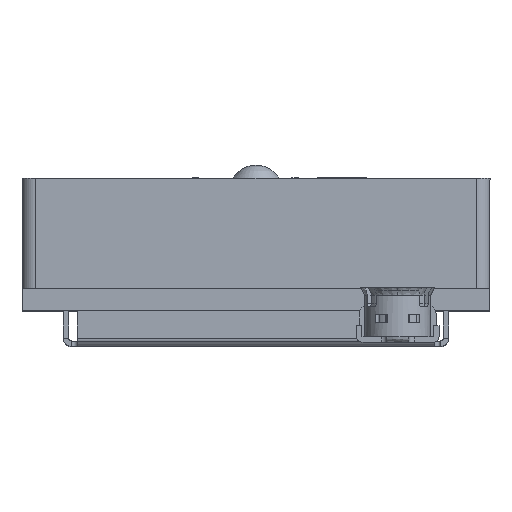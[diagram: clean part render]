
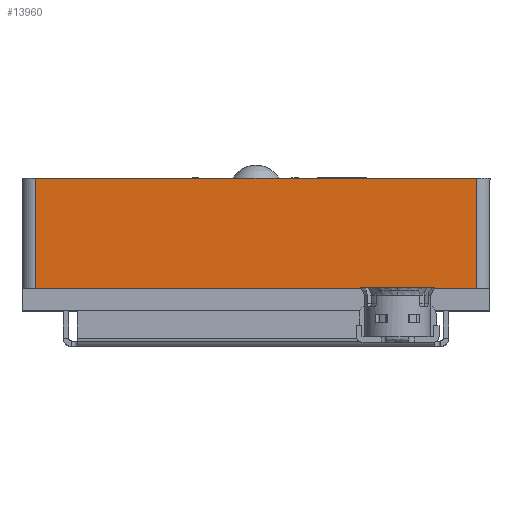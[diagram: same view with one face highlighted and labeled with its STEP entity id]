
A CAD part, top view. The second image highlights one B-rep face of the part: STEP entity #13960.
In plain terms, the highlighted face is planar.
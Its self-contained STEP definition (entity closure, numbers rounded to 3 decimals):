
#211 = LINE ( 'NONE', #828, #15759 ) ;
#240 = ORIENTED_EDGE ( 'NONE', *, *, #1974, .T. ) ;
#828 = CARTESIAN_POINT ( 'NONE',  ( -8.5, 4., -8. ) ) ;
#1216 = VECTOR ( 'NONE', #21738, 1000. ) ;
#1459 = CARTESIAN_POINT ( 'NONE',  ( -8.5, 4., 8. ) ) ;
#1974 = EDGE_CURVE ( 'NONE', #5923, #13709, #12974, .T. ) ;
#2295 = EDGE_CURVE ( 'NONE', #6612, #5923, #211, .T. ) ;
#3083 = FACE_OUTER_BOUND ( 'NONE', #19403, .T. ) ;
#3570 = CARTESIAN_POINT ( 'NONE',  ( -8.5, 4., -8. ) ) ;
#4189 = EDGE_CURVE ( 'NONE', #13709, #12679, #20575, .T. ) ;
#4358 = VECTOR ( 'NONE', #15628, 1000. ) ;
#5853 = PLANE ( 'NONE',  #10707 ) ;
#5923 = VERTEX_POINT ( 'NONE', #11866 ) ;
#6612 = VERTEX_POINT ( 'NONE', #3570 ) ;
#7710 = CARTESIAN_POINT ( 'NONE',  ( -8.5, 4., 8.5 ) ) ;
#8068 = EDGE_CURVE ( 'NONE', #6612, #12679, #10045, .T. ) ;
#9165 = CARTESIAN_POINT ( 'NONE',  ( -8.5, 0., 8.5 ) ) ;
#9918 = DIRECTION ( 'NONE',  ( 1., 0., 0. ) ) ;
#9933 = ORIENTED_EDGE ( 'NONE', *, *, #2295, .T. ) ;
#10045 = LINE ( 'NONE', #15625, #1216 ) ;
#10707 = AXIS2_PLACEMENT_3D ( 'NONE', #7710, #9918, #24131 ) ;
#11866 = CARTESIAN_POINT ( 'NONE',  ( -8.5, 0., -8. ) ) ;
#12293 = VECTOR ( 'NONE', #21348, 1000. ) ;
#12679 = VERTEX_POINT ( 'NONE', #1459 ) ;
#12974 = LINE ( 'NONE', #9165, #12293 ) ;
#13709 = VERTEX_POINT ( 'NONE', #25314 ) ;
#13960 = ADVANCED_FACE ( 'NONE', ( #3083 ), #5853, .F. ) ;
#15625 = CARTESIAN_POINT ( 'NONE',  ( -8.5, 4., 8.5 ) ) ;
#15628 = DIRECTION ( 'NONE',  ( 0., 1., 0. ) ) ;
#15759 = VECTOR ( 'NONE', #21139, 1000. ) ;
#19403 = EDGE_LOOP ( 'NONE', ( #25904, #9933, #240, #21763 ) ) ;
#20575 = LINE ( 'NONE', #21667, #4358 ) ;
#21139 = DIRECTION ( 'NONE',  ( 0., -1., 0. ) ) ;
#21348 = DIRECTION ( 'NONE',  ( 0., 0., 1. ) ) ;
#21667 = CARTESIAN_POINT ( 'NONE',  ( -8.5, 4., 8. ) ) ;
#21738 = DIRECTION ( 'NONE',  ( 0., 0., 1. ) ) ;
#21763 = ORIENTED_EDGE ( 'NONE', *, *, #4189, .T. ) ;
#24131 = DIRECTION ( 'NONE',  ( 0., 0., -1. ) ) ;
#25314 = CARTESIAN_POINT ( 'NONE',  ( -8.5, 0., 8. ) ) ;
#25904 = ORIENTED_EDGE ( 'NONE', *, *, #8068, .F. ) ;
